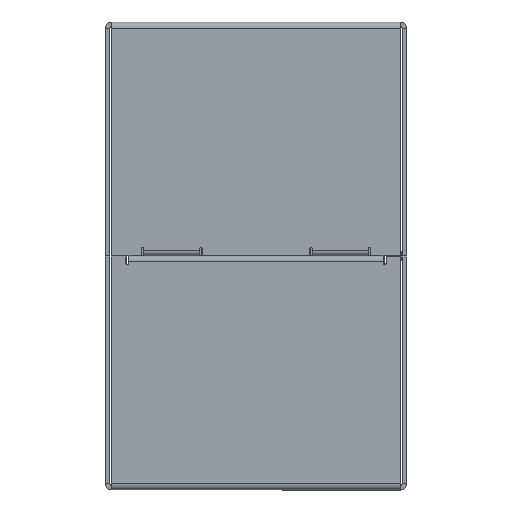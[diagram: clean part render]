
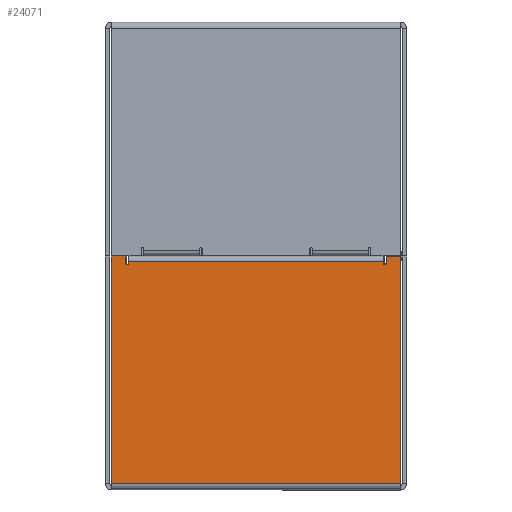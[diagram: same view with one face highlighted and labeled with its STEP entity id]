
A CAD part, left-side view. The second image highlights one B-rep face of the part: STEP entity #24071.
In plain terms, the highlighted face is planar.
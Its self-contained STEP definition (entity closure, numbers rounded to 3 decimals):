
#19 = LINE ( 'NONE', #28015, #6349 ) ;
#719 = VECTOR ( 'NONE', #34379, 1000. ) ;
#2397 = DIRECTION ( 'NONE',  ( 0., 0., 1. ) ) ;
#2796 = CARTESIAN_POINT ( 'NONE',  ( -6.945, -7.3, 0. ) ) ;
#3257 = EDGE_CURVE ( 'NONE', #8189, #21659, #26478, .T. ) ;
#3422 = DIRECTION ( 'NONE',  ( 0., 0., -1. ) ) ;
#4251 = DIRECTION ( 'NONE',  ( 0., 0., 1. ) ) ;
#5975 = CARTESIAN_POINT ( 'NONE',  ( 7.72, -7.3, -12.25 ) ) ;
#6085 = DIRECTION ( 'NONE',  ( 0., 0., 1. ) ) ;
#6206 = EDGE_CURVE ( 'NONE', #16229, #40792, #8638, .T. ) ;
#6349 = VECTOR ( 'NONE', #2397, 1000. ) ;
#6777 = ORIENTED_EDGE ( 'NONE', *, *, #6206, .F. ) ;
#6861 = ORIENTED_EDGE ( 'NONE', *, *, #3257, .F. ) ;
#7250 = CARTESIAN_POINT ( 'NONE',  ( 7.72, -7.3, -12.25 ) ) ;
#7627 = CARTESIAN_POINT ( 'NONE',  ( 6.882, -7.3, -11.85 ) ) ;
#7962 = EDGE_CURVE ( 'NONE', #32993, #21659, #19, .T. ) ;
#8189 = VERTEX_POINT ( 'NONE', #9952 ) ;
#8638 = LINE ( 'NONE', #28315, #29441 ) ;
#9123 = VERTEX_POINT ( 'NONE', #9902 ) ;
#9221 = DIRECTION ( 'NONE',  ( 1., 0., 0. ) ) ;
#9440 = EDGE_CURVE ( 'NONE', #40792, #22824, #39719, .T. ) ;
#9902 = CARTESIAN_POINT ( 'NONE',  ( 6.82, -7.3, -11.85 ) ) ;
#9952 = CARTESIAN_POINT ( 'NONE',  ( -7.72, -7.3, -0.08 ) ) ;
#9961 = AXIS2_PLACEMENT_3D ( 'NONE', #11576, #34217, #34005 ) ;
#10601 = DIRECTION ( 'NONE',  ( 1., 0., 0. ) ) ;
#11536 = CARTESIAN_POINT ( 'NONE',  ( 6.82, -7.3, 0. ) ) ;
#11576 = CARTESIAN_POINT ( 'NONE',  ( -6.882, -7.3, -11.85 ) ) ;
#12158 = DIRECTION ( 'NONE',  ( 0., 0., 1. ) ) ;
#12254 = CARTESIAN_POINT ( 'NONE',  ( -7.72, -7.3, -12.25 ) ) ;
#12376 = ORIENTED_EDGE ( 'NONE', *, *, #9440, .F. ) ;
#12526 = ORIENTED_EDGE ( 'NONE', *, *, #23917, .F. ) ;
#13267 = VERTEX_POINT ( 'NONE', #30876 ) ;
#15171 = CARTESIAN_POINT ( 'NONE',  ( 6.945, -7.3, -12.25 ) ) ;
#15770 = AXIS2_PLACEMENT_3D ( 'NONE', #7627, #39375, #4251 ) ;
#16113 = ORIENTED_EDGE ( 'NONE', *, *, #39474, .F. ) ;
#16229 = VERTEX_POINT ( 'NONE', #30238 ) ;
#16355 = CARTESIAN_POINT ( 'NONE',  ( 7.72, -7.3, -12.25 ) ) ;
#16506 = ORIENTED_EDGE ( 'NONE', *, *, #21566, .T. ) ;
#18294 = PLANE ( 'NONE',  #35655 ) ;
#18882 = DIRECTION ( 'NONE',  ( 1., 0., 0. ) ) ;
#20765 = VECTOR ( 'NONE', #9221, 1000. ) ;
#20967 = EDGE_CURVE ( 'NONE', #21460, #32993, #35623, .T. ) ;
#21103 = ORIENTED_EDGE ( 'NONE', *, *, #32783, .F. ) ;
#21460 = VERTEX_POINT ( 'NONE', #15171 ) ;
#21472 = CARTESIAN_POINT ( 'NONE',  ( -7.72, -7.3, -12.25 ) ) ;
#21566 = EDGE_CURVE ( 'NONE', #16229, #26440, #41382, .T. ) ;
#21659 = VERTEX_POINT ( 'NONE', #24016 ) ;
#21671 = LINE ( 'NONE', #34777, #23885 ) ;
#21873 = EDGE_LOOP ( 'NONE', ( #16113, #12376, #6777, #16506, #12526, #30400, #21103, #29679, #36445, #6861, #31881, #30462 ) ) ;
#22111 = CARTESIAN_POINT ( 'NONE',  ( 7.72, -7.3, 0. ) ) ;
#22539 = CIRCLE ( 'NONE', #15770, 0.063 ) ;
#22824 = VERTEX_POINT ( 'NONE', #31828 ) ;
#23885 = VECTOR ( 'NONE', #28020, 1000. ) ;
#23917 = EDGE_CURVE ( 'NONE', #9123, #26440, #37147, .T. ) ;
#24016 = CARTESIAN_POINT ( 'NONE',  ( 7.72, -7.3, -0.08 ) ) ;
#24071 = ADVANCED_FACE ( 'NONE', ( #25056 ), #18294, .F. ) ;
#25056 = FACE_OUTER_BOUND ( 'NONE', #21873, .T. ) ;
#25306 = CARTESIAN_POINT ( 'NONE',  ( -6.82, -7.3, -11.975 ) ) ;
#25856 = CARTESIAN_POINT ( 'NONE',  ( -6.945, -7.3, -12.25 ) ) ;
#26121 = VECTOR ( 'NONE', #29258, 1000. ) ;
#26440 = VERTEX_POINT ( 'NONE', #38635 ) ;
#26478 = LINE ( 'NONE', #33050, #26754 ) ;
#26754 = VECTOR ( 'NONE', #10601, 1000. ) ;
#27332 = CARTESIAN_POINT ( 'NONE',  ( -6.82, -7.3, -11.85 ) ) ;
#27837 = EDGE_CURVE ( 'NONE', #8189, #32127, #37548, .T. ) ;
#28015 = CARTESIAN_POINT ( 'NONE',  ( 7.72, -7.3, 0. ) ) ;
#28020 = DIRECTION ( 'NONE',  ( 0., 0., 1. ) ) ;
#28315 = CARTESIAN_POINT ( 'NONE',  ( -6.82, -7.3, 0. ) ) ;
#29258 = DIRECTION ( 'NONE',  ( 1., 0., 0. ) ) ;
#29441 = VECTOR ( 'NONE', #6085, 1000. ) ;
#29679 = ORIENTED_EDGE ( 'NONE', *, *, #20967, .T. ) ;
#30080 = VECTOR ( 'NONE', #3422, 1000. ) ;
#30238 = CARTESIAN_POINT ( 'NONE',  ( -6.82, -7.3, -11.975 ) ) ;
#30400 = ORIENTED_EDGE ( 'NONE', *, *, #35402, .F. ) ;
#30462 = ORIENTED_EDGE ( 'NONE', *, *, #35247, .T. ) ;
#30876 = CARTESIAN_POINT ( 'NONE',  ( 6.945, -7.3, -11.85 ) ) ;
#31828 = CARTESIAN_POINT ( 'NONE',  ( -6.945, -7.3, -11.85 ) ) ;
#31881 = ORIENTED_EDGE ( 'NONE', *, *, #27837, .T. ) ;
#32049 = DIRECTION ( 'NONE',  ( 0., 1., 0. ) ) ;
#32127 = VERTEX_POINT ( 'NONE', #12254 ) ;
#32783 = EDGE_CURVE ( 'NONE', #21460, #13267, #21671, .T. ) ;
#32993 = VERTEX_POINT ( 'NONE', #7250 ) ;
#33050 = CARTESIAN_POINT ( 'NONE',  ( 7.72, -7.3, -0.08 ) ) ;
#34005 = DIRECTION ( 'NONE',  ( 0., 0., 1. ) ) ;
#34174 = DIRECTION ( 'NONE',  ( 0., 0., -1. ) ) ;
#34217 = DIRECTION ( 'NONE',  ( 0., -1., 0. ) ) ;
#34379 = DIRECTION ( 'NONE',  ( 0., 0., -1. ) ) ;
#34777 = CARTESIAN_POINT ( 'NONE',  ( 6.945, -7.3, 0. ) ) ;
#34959 = LINE ( 'NONE', #5975, #36699 ) ;
#34983 = VECTOR ( 'NONE', #34174, 1000. ) ;
#35247 = EDGE_CURVE ( 'NONE', #32127, #39566, #34959, .T. ) ;
#35402 = EDGE_CURVE ( 'NONE', #13267, #9123, #22539, .T. ) ;
#35623 = LINE ( 'NONE', #16355, #26121 ) ;
#35655 = AXIS2_PLACEMENT_3D ( 'NONE', #22111, #32049, #12158 ) ;
#36445 = ORIENTED_EDGE ( 'NONE', *, *, #7962, .T. ) ;
#36699 = VECTOR ( 'NONE', #18882, 1000. ) ;
#37147 = LINE ( 'NONE', #11536, #34983 ) ;
#37548 = LINE ( 'NONE', #21472, #719 ) ;
#38134 = LINE ( 'NONE', #2796, #30080 ) ;
#38635 = CARTESIAN_POINT ( 'NONE',  ( 6.82, -7.3, -11.975 ) ) ;
#39375 = DIRECTION ( 'NONE',  ( 0., -1., 0. ) ) ;
#39474 = EDGE_CURVE ( 'NONE', #22824, #39566, #38134, .T. ) ;
#39566 = VERTEX_POINT ( 'NONE', #25856 ) ;
#39719 = CIRCLE ( 'NONE', #9961, 0.063 ) ;
#40792 = VERTEX_POINT ( 'NONE', #27332 ) ;
#41382 = LINE ( 'NONE', #25306, #20765 ) ;
